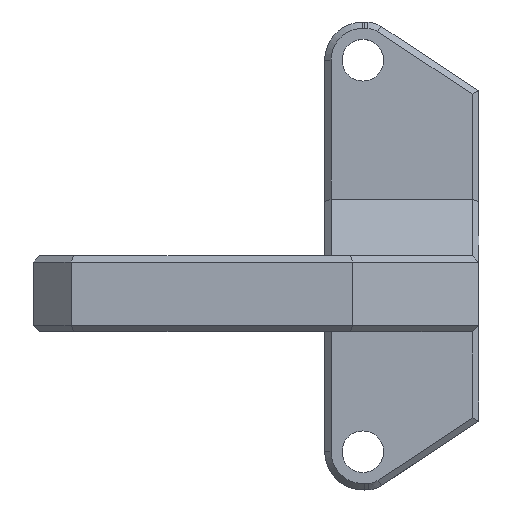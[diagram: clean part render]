
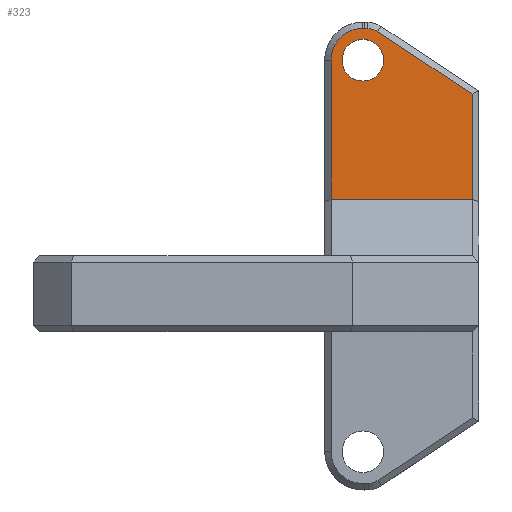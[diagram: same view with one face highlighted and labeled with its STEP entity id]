
A CAD part, top view. The second image highlights one B-rep face of the part: STEP entity #323.
In plain terms, the highlighted planar face has unit normal (0, 0, 1).
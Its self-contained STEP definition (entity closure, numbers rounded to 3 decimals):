
#2 = CIRCLE ( 'NONE', #1601, 2.525 ) ;
#28 = CARTESIAN_POINT ( 'NONE',  ( 19.768, 13.084, -4.599 ) ) ;
#53 = DIRECTION ( 'NONE',  ( -0.999, 0.038, 0. ) ) ;
#66 = AXIS2_PLACEMENT_3D ( 'NONE', #898, #1955, #1986 ) ;
#136 = ORIENTED_EDGE ( 'NONE', *, *, #307, .T. ) ;
#139 = ORIENTED_EDGE ( 'NONE', *, *, #1276, .T. ) ;
#157 = PLANE ( 'NONE',  #1791 ) ;
#158 = CARTESIAN_POINT ( 'NONE',  ( 8.573, 4.501, -4.599 ) ) ;
#176 = LINE ( 'NONE', #883, #1372 ) ;
#203 = CARTESIAN_POINT ( 'NONE',  ( 19.768, 4.501, -4.599 ) ) ;
#204 = VERTEX_POINT ( 'NONE', #1284 ) ;
#207 = VERTEX_POINT ( 'NONE', #1268 ) ;
#218 = CIRCLE ( 'NONE', #1909, 1.65 ) ;
#233 = CARTESIAN_POINT ( 'NONE',  ( 11.422, 16.513, -4.599 ) ) ;
#244 = ORIENTED_EDGE ( 'NONE', *, *, #2254, .F. ) ;
#290 = EDGE_CURVE ( 'NONE', #204, #1301, #1143, .T. ) ;
#307 = EDGE_CURVE ( 'NONE', #1301, #1355, #1654, .T. ) ;
#323 = ADVANCED_FACE ( 'NONE', ( #687, #1760 ), #157, .F. ) ;
#350 = LINE ( 'NONE', #731, #1481 ) ;
#385 = DIRECTION ( 'NONE',  ( 0., 1., 0. ) ) ;
#461 = CARTESIAN_POINT ( 'NONE',  ( 11.098, 13.85, -4.599 ) ) ;
#575 = CARTESIAN_POINT ( 'NONE',  ( 8.573, 15.5, -4.599 ) ) ;
#627 = VECTOR ( 'NONE', #1091, 1000. ) ;
#636 = CARTESIAN_POINT ( 'NONE',  ( 11.098, 15.5, -4.599 ) ) ;
#687 = FACE_BOUND ( 'NONE', #829, .T. ) ;
#731 = CARTESIAN_POINT ( 'NONE',  ( 20.268, 4.501, -4.599 ) ) ;
#765 = EDGE_CURVE ( 'NONE', #1622, #955, #2, .T. ) ;
#774 = CARTESIAN_POINT ( 'NONE',  ( 11.098, 15.5, -4.599 ) ) ;
#775 = CIRCLE ( 'NONE', #66, 2.525 ) ;
#807 = EDGE_CURVE ( 'NONE', #955, #1253, #2288, .T. ) ;
#829 = EDGE_LOOP ( 'NONE', ( #244, #1892 ) ) ;
#883 = CARTESIAN_POINT ( 'NONE',  ( 11.864, 18.019, -4.599 ) ) ;
#891 = LINE ( 'NONE', #28, #627 ) ;
#892 = VECTOR ( 'NONE', #937, 1000. ) ;
#898 = CARTESIAN_POINT ( 'NONE',  ( 11.098, 15.5, -4.599 ) ) ;
#903 = EDGE_LOOP ( 'NONE', ( #2073, #2000, #1314, #1710, #139, #1656, #2052, #136 ) ) ;
#922 = AXIS2_PLACEMENT_3D ( 'NONE', #233, #1281, #385 ) ;
#937 = DIRECTION ( 'NONE',  ( 0., -1., 0. ) ) ;
#941 = DIRECTION ( 'NONE',  ( 0., -1., 0. ) ) ;
#955 = VERTEX_POINT ( 'NONE', #575 ) ;
#1019 = CARTESIAN_POINT ( 'NONE',  ( 11.098, 15.5, -4.599 ) ) ;
#1065 = DIRECTION ( 'NONE',  ( -0.835, 0.55, 0. ) ) ;
#1091 = DIRECTION ( 'NONE',  ( 0., 1., 0. ) ) ;
#1143 = CIRCLE ( 'NONE', #922, 1.5 ) ;
#1226 = CIRCLE ( 'NONE', #1514, 1.65 ) ;
#1230 = VERTEX_POINT ( 'NONE', #203 ) ;
#1253 = VERTEX_POINT ( 'NONE', #1615 ) ;
#1268 = CARTESIAN_POINT ( 'NONE',  ( 11.098, 17.15, -4.599 ) ) ;
#1276 = EDGE_CURVE ( 'NONE', #1230, #1776, #891, .T. ) ;
#1281 = DIRECTION ( 'NONE',  ( 0., 0., 1. ) ) ;
#1284 = CARTESIAN_POINT ( 'NONE',  ( 12.247, 17.766, -4.599 ) ) ;
#1286 = VECTOR ( 'NONE', #53, 1000. ) ;
#1301 = VERTEX_POINT ( 'NONE', #1809 ) ;
#1314 = ORIENTED_EDGE ( 'NONE', *, *, #807, .T. ) ;
#1355 = VERTEX_POINT ( 'NONE', #1694 ) ;
#1370 = DIRECTION ( 'NONE',  ( 0., 0., 1. ) ) ;
#1372 = VECTOR ( 'NONE', #1065, 1000. ) ;
#1388 = DIRECTION ( 'NONE',  ( 0., 0., 1. ) ) ;
#1433 = CARTESIAN_POINT ( 'NONE',  ( 19.768, 12.815, -4.599 ) ) ;
#1481 = VECTOR ( 'NONE', #1964, 1000. ) ;
#1484 = DIRECTION ( 'NONE',  ( 0., 0., 1. ) ) ;
#1514 = AXIS2_PLACEMENT_3D ( 'NONE', #774, #1484, #941 ) ;
#1531 = DIRECTION ( 'NONE',  ( 0., 1., 0. ) ) ;
#1573 = CARTESIAN_POINT ( 'NONE',  ( 0., 0.001, -4.599 ) ) ;
#1601 = AXIS2_PLACEMENT_3D ( 'NONE', #1019, #1370, #1531 ) ;
#1615 = CARTESIAN_POINT ( 'NONE',  ( 8.573, 4.501, -4.599 ) ) ;
#1622 = VERTEX_POINT ( 'NONE', #1708 ) ;
#1654 = LINE ( 'NONE', #1812, #1286 ) ;
#1656 = ORIENTED_EDGE ( 'NONE', *, *, #2149, .T. ) ;
#1694 = CARTESIAN_POINT ( 'NONE',  ( 11.193, 18.023, -4.599 ) ) ;
#1708 = CARTESIAN_POINT ( 'NONE',  ( 11.098, 18.025, -4.599 ) ) ;
#1710 = ORIENTED_EDGE ( 'NONE', *, *, #2090, .T. ) ;
#1760 = FACE_OUTER_BOUND ( 'NONE', #903, .T. ) ;
#1776 = VERTEX_POINT ( 'NONE', #1433 ) ;
#1791 = AXIS2_PLACEMENT_3D ( 'NONE', #1573, #2287, #2066 ) ;
#1809 = CARTESIAN_POINT ( 'NONE',  ( 11.479, 18.012, -4.599 ) ) ;
#1812 = CARTESIAN_POINT ( 'NONE',  ( 11.193, 18.023, -4.599 ) ) ;
#1892 = ORIENTED_EDGE ( 'NONE', *, *, #2057, .F. ) ;
#1909 = AXIS2_PLACEMENT_3D ( 'NONE', #636, #1388, #2056 ) ;
#1955 = DIRECTION ( 'NONE',  ( 0., 0., 1. ) ) ;
#1964 = DIRECTION ( 'NONE',  ( 1., 0., 0. ) ) ;
#1986 = DIRECTION ( 'NONE',  ( 0., 1., 0. ) ) ;
#2000 = ORIENTED_EDGE ( 'NONE', *, *, #765, .T. ) ;
#2052 = ORIENTED_EDGE ( 'NONE', *, *, #290, .T. ) ;
#2056 = DIRECTION ( 'NONE',  ( 0., -1., 0. ) ) ;
#2057 = EDGE_CURVE ( 'NONE', #207, #2071, #218, .T. ) ;
#2066 = DIRECTION ( 'NONE',  ( 0., 1., 0. ) ) ;
#2071 = VERTEX_POINT ( 'NONE', #461 ) ;
#2073 = ORIENTED_EDGE ( 'NONE', *, *, #2140, .T. ) ;
#2090 = EDGE_CURVE ( 'NONE', #1253, #1230, #350, .T. ) ;
#2140 = EDGE_CURVE ( 'NONE', #1355, #1622, #775, .T. ) ;
#2149 = EDGE_CURVE ( 'NONE', #1776, #204, #176, .T. ) ;
#2254 = EDGE_CURVE ( 'NONE', #2071, #207, #1226, .T. ) ;
#2287 = DIRECTION ( 'NONE',  ( 0., 0., -1. ) ) ;
#2288 = LINE ( 'NONE', #158, #892 ) ;
